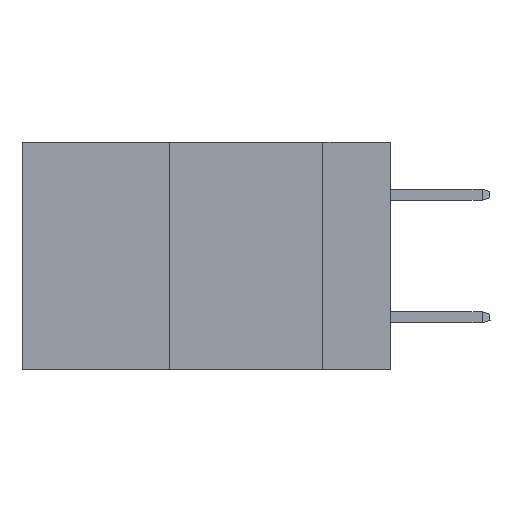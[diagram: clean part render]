
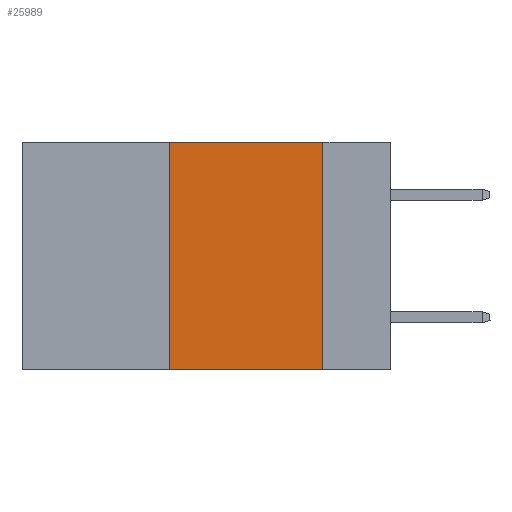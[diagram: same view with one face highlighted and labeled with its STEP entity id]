
A CAD part, left-side view. The second image highlights one B-rep face of the part: STEP entity #25989.
In plain terms, the highlighted planar face has unit normal (-1, 0, 0).
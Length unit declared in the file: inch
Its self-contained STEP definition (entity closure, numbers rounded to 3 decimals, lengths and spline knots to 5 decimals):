
#239 = CARTESIAN_POINT ( 'NONE',  ( 0., 0.11, -0.37 ) ) ;
#511 = DIRECTION ( 'NONE',  ( 1., 0., 0. ) ) ;
#2060 = EDGE_CURVE ( 'NONE', #3386, #40670, #32327, .T. ) ;
#3386 = VERTEX_POINT ( 'NONE', #32114 ) ;
#3429 = CARTESIAN_POINT ( 'NONE',  ( 0., 0.36, 0. ) ) ;
#5569 = CARTESIAN_POINT ( 'NONE',  ( 0., 0.11, 0. ) ) ;
#8538 = LINE ( 'NONE', #25897, #26831 ) ;
#8967 = DIRECTION ( 'NONE',  ( 0., 0., 1. ) ) ;
#9423 = CARTESIAN_POINT ( 'NONE',  ( 0., 0.11, 0. ) ) ;
#11440 = CARTESIAN_POINT ( 'NONE',  ( 0., 0.6, 0. ) ) ;
#14102 = DIRECTION ( 'NONE',  ( 0., 0., -1. ) ) ;
#15402 = DIRECTION ( 'NONE',  ( 0., 0., -1. ) ) ;
#18258 = EDGE_CURVE ( 'NONE', #25881, #25323, #22325, .T. ) ;
#21719 = ORIENTED_EDGE ( 'NONE', *, *, #26121, .F. ) ;
#22325 = LINE ( 'NONE', #11440, #36165 ) ;
#24344 = PLANE ( 'NONE',  #31779 ) ;
#24837 = ORIENTED_EDGE ( 'NONE', *, *, #2060, .T. ) ;
#25181 = CARTESIAN_POINT ( 'NONE',  ( 0., 0.6, -0.37 ) ) ;
#25323 = VERTEX_POINT ( 'NONE', #5569 ) ;
#25881 = VERTEX_POINT ( 'NONE', #3429 ) ;
#25897 = CARTESIAN_POINT ( 'NONE',  ( 0., 0.36, 0. ) ) ;
#25900 = LINE ( 'NONE', #9423, #31056 ) ;
#25989 = ADVANCED_FACE ( 'NONE', ( #38618 ), #24344, .F. ) ;
#26121 = EDGE_CURVE ( 'NONE', #25323, #40670, #25900, .T. ) ;
#26831 = VECTOR ( 'NONE', #8967, 39.37008 ) ;
#31056 = VECTOR ( 'NONE', #15402, 39.37008 ) ;
#31779 = AXIS2_PLACEMENT_3D ( 'NONE', #41302, #511, #14102 ) ;
#31876 = DIRECTION ( 'NONE',  ( 0., -1., 0. ) ) ;
#32114 = CARTESIAN_POINT ( 'NONE',  ( 0., 0.36, -0.37 ) ) ;
#32327 = LINE ( 'NONE', #25181, #37136 ) ;
#32369 = DIRECTION ( 'NONE',  ( 0., -1., 0. ) ) ;
#33253 = EDGE_LOOP ( 'NONE', ( #21719, #35156, #35400, #24837 ) ) ;
#35156 = ORIENTED_EDGE ( 'NONE', *, *, #18258, .F. ) ;
#35400 = ORIENTED_EDGE ( 'NONE', *, *, #43756, .F. ) ;
#36165 = VECTOR ( 'NONE', #32369, 39.37008 ) ;
#37136 = VECTOR ( 'NONE', #31876, 39.37008 ) ;
#38618 = FACE_OUTER_BOUND ( 'NONE', #33253, .T. ) ;
#40670 = VERTEX_POINT ( 'NONE', #239 ) ;
#41302 = CARTESIAN_POINT ( 'NONE',  ( 0., 0.6, 0. ) ) ;
#43756 = EDGE_CURVE ( 'NONE', #3386, #25881, #8538, .T. ) ;
